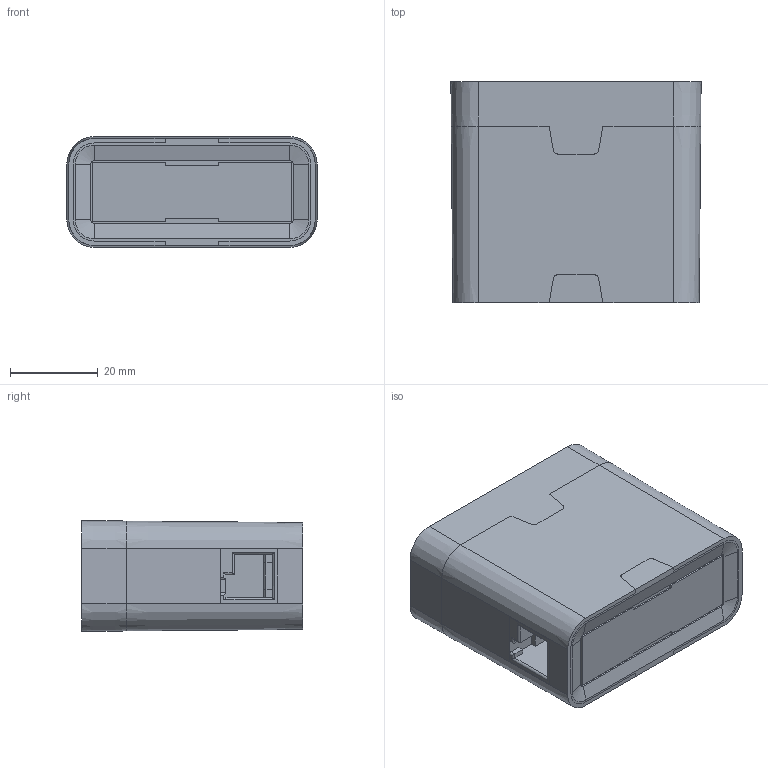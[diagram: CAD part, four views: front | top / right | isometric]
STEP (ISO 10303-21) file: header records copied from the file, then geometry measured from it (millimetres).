
FILE_DESCRIPTION (( 'STEP AP214' ), '1' );
FILE_NAME ('228-2560.STEP', '2013-03-12T16:13:36', ( '' ), ( '' ), 'SwSTEP 2.0', 'SolidWorks 2012', '' );
FILE_SCHEMA (( 'AUTOMOTIVE_DESIGN' ));
Length unit declared in the file: millimetre
Products named in the file (6): 228-2560-002-1; 228-2560; 228-2560-001-1; 228-2560-003-1; 228-2560-004-1; 228-2540-901-1
Assembly tree (5 placements, depth 2):
  228-2560
    228-2560-001-1
    228-2560-002-1
    228-2560-004-1
    228-2560-003-1
    228-2540-901-1
Bounding box: 56.95 x 50.48 x 25.2 mm (x, y, z)
Volume: 56395.6 mm3; surface area: 22040.3 mm2
Topology: 5 solids, 5 shells, 434 faces, 1179 edges, 780 vertices
Faces by surface type: plane 247, cylinder 173, cone 14
Entity records: 13993 total; most frequent: CARTESIAN_POINT 2473, DIRECTION 2383, ORIENTED_EDGE 2358, EDGE_CURVE 1179, LINE 811, VECTOR 811, AXIS2_PLACEMENT_3D 786, VERTEX_POINT 780
